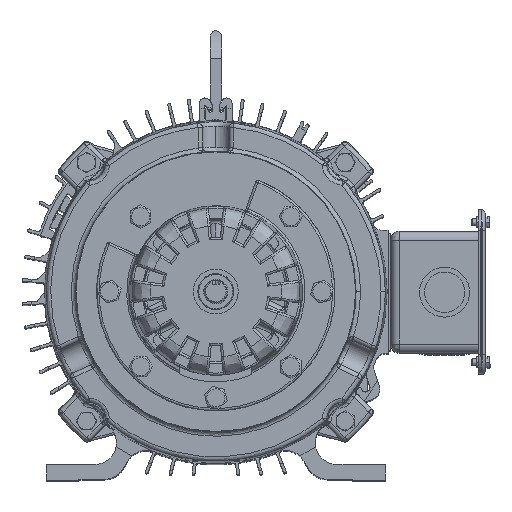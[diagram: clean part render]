
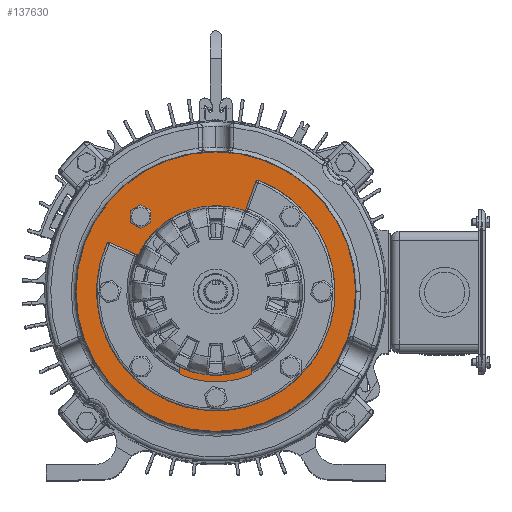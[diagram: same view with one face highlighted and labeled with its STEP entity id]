
A CAD part, top view. The second image highlights one B-rep face of the part: STEP entity #137630.
In plain terms, the highlighted planar face has unit normal (0, 0, 1).
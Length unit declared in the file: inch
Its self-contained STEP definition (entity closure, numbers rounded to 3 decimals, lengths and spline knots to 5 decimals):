
#750 = AXIS2_PLACEMENT_3D ( 'NONE', #120629, #121233, #109318 ) ;
#2678 = CIRCLE ( 'NONE', #162771, 0.156 ) ;
#3924 = EDGE_LOOP ( 'NONE', ( #149759, #26311 ) ) ;
#5209 = DIRECTION ( 'NONE',  ( 0., 0., 1. ) ) ;
#5983 = AXIS2_PLACEMENT_3D ( 'NONE', #78233, #77641, #49052 ) ;
#7243 = AXIS2_PLACEMENT_3D ( 'NONE', #120199, #93906, #161945 ) ;
#8797 = CARTESIAN_POINT ( 'NONE',  ( 1.92113, -2.07713, 8.811 ) ) ;
#9544 = EDGE_CURVE ( 'NONE', #114482, #43973, #114698, .T. ) ;
#9684 = EDGE_LOOP ( 'NONE', ( #167231, #150187 ) ) ;
#10039 = CARTESIAN_POINT ( 'NONE',  ( 2.07713, 2.07713, 8.811 ) ) ;
#10225 = EDGE_CURVE ( 'NONE', #143641, #20283, #166640, .T. ) ;
#10701 = EDGE_LOOP ( 'NONE', ( #118720, #107206 ) ) ;
#11237 = ORIENTED_EDGE ( 'NONE', *, *, #28025, .F. ) ;
#12145 = CARTESIAN_POINT ( 'NONE',  ( -2.07713, -2.07713, 8.811 ) ) ;
#12300 = DIRECTION ( 'NONE',  ( 0., 0., 1. ) ) ;
#12748 = CARTESIAN_POINT ( 'NONE',  ( -1.92113, -2.07713, 8.811 ) ) ;
#15878 = ORIENTED_EDGE ( 'NONE', *, *, #119472, .F. ) ;
#18165 = CIRCLE ( 'NONE', #52376, 0.156 ) ;
#18798 = DIRECTION ( 'NONE',  ( 1., 0., 0. ) ) ;
#20283 = VERTEX_POINT ( 'NONE', #40176 ) ;
#22389 = AXIS2_PLACEMENT_3D ( 'NONE', #52710, #161932, #80118 ) ;
#26311 = ORIENTED_EDGE ( 'NONE', *, *, #166978, .F. ) ;
#28025 = EDGE_CURVE ( 'NONE', #135425, #64466, #143060, .T. ) ;
#28821 = FACE_BOUND ( 'NONE', #3924, .T. ) ;
#29686 = CARTESIAN_POINT ( 'NONE',  ( 1.92113, 2.07713, 8.811 ) ) ;
#30159 = ORIENTED_EDGE ( 'NONE', *, *, #10225, .F. ) ;
#33089 = FACE_OUTER_BOUND ( 'NONE', #9684, .T. ) ;
#34431 = CIRCLE ( 'NONE', #38390, 0.156 ) ;
#38390 = AXIS2_PLACEMENT_3D ( 'NONE', #12145, #53847, #176252 ) ;
#40176 = CARTESIAN_POINT ( 'NONE',  ( 2.23313, 2.07713, 8.811 ) ) ;
#43973 = VERTEX_POINT ( 'NONE', #47989 ) ;
#45904 = FACE_BOUND ( 'NONE', #10701, .T. ) ;
#47989 = CARTESIAN_POINT ( 'NONE',  ( -2.24925, 0., 8.811 ) ) ;
#48979 = DIRECTION ( 'NONE',  ( 0., 0., 1. ) ) ;
#49052 = DIRECTION ( 'NONE',  ( 1., 0., 0. ) ) ;
#49887 = EDGE_CURVE ( 'NONE', #172488, #95073, #163176, .T. ) ;
#51274 = AXIS2_PLACEMENT_3D ( 'NONE', #114854, #157732, #18798 ) ;
#51625 = CARTESIAN_POINT ( 'NONE',  ( -3.87113, 0., 8.811 ) ) ;
#52376 = AXIS2_PLACEMENT_3D ( 'NONE', #72629, #5209, #87499 ) ;
#52710 = CARTESIAN_POINT ( 'NONE',  ( -2.07713, 2.07713, 8.811 ) ) ;
#53847 = DIRECTION ( 'NONE',  ( 0., 0., 1. ) ) ;
#54021 = ORIENTED_EDGE ( 'NONE', *, *, #92985, .F. ) ;
#59928 = ORIENTED_EDGE ( 'NONE', *, *, #49887, .F. ) ;
#60228 = CARTESIAN_POINT ( 'NONE',  ( 2.23313, -2.07713, 8.811 ) ) ;
#64466 = VERTEX_POINT ( 'NONE', #135244 ) ;
#65386 = AXIS2_PLACEMENT_3D ( 'NONE', #141344, #100782, #128204 ) ;
#69624 = EDGE_LOOP ( 'NONE', ( #15878, #30159 ) ) ;
#72629 = CARTESIAN_POINT ( 'NONE',  ( 2.07713, 2.07713, 8.811 ) ) ;
#73338 = AXIS2_PLACEMENT_3D ( 'NONE', #173724, #48979, #77567 ) ;
#73597 = FACE_BOUND ( 'NONE', #120457, .T. ) ;
#75269 = AXIS2_PLACEMENT_3D ( 'NONE', #121470, #12300, #174626 ) ;
#77567 = DIRECTION ( 'NONE',  ( 1., 0., 0. ) ) ;
#77641 = DIRECTION ( 'NONE',  ( 0., 0., 1. ) ) ;
#78079 = EDGE_CURVE ( 'NONE', #95073, #172488, #34431, .T. ) ;
#78233 = CARTESIAN_POINT ( 'NONE',  ( -2.07713, 2.07713, 8.811 ) ) ;
#80118 = DIRECTION ( 'NONE',  ( 1., 0., 0. ) ) ;
#80187 = CIRCLE ( 'NONE', #5983, 0.156 ) ;
#80880 = CIRCLE ( 'NONE', #75269, 0.156 ) ;
#81671 = CARTESIAN_POINT ( 'NONE',  ( 0., 4.5734, 8.811 ) ) ;
#85175 = EDGE_CURVE ( 'NONE', #92564, #133173, #113809, .T. ) ;
#85989 = EDGE_CURVE ( 'NONE', #112965, #159952, #2678, .T. ) ;
#87499 = DIRECTION ( 'NONE',  ( 1., 0., 0. ) ) ;
#90544 = DIRECTION ( 'NONE',  ( 1., 0., 0. ) ) ;
#92564 = VERTEX_POINT ( 'NONE', #51625 ) ;
#92985 = EDGE_CURVE ( 'NONE', #64466, #135425, #80187, .T. ) ;
#93906 = DIRECTION ( 'NONE',  ( 0., 0., -1. ) ) ;
#95073 = VERTEX_POINT ( 'NONE', #170646 ) ;
#98424 = ORIENTED_EDGE ( 'NONE', *, *, #78079, .F. ) ;
#98957 = AXIS2_PLACEMENT_3D ( 'NONE', #10039, #172367, #90544 ) ;
#100782 = DIRECTION ( 'NONE',  ( 0., 0., -1. ) ) ;
#107206 = ORIENTED_EDGE ( 'NONE', *, *, #85989, .F. ) ;
#109230 = DIRECTION ( 'NONE',  ( -1., 0., 0. ) ) ;
#109318 = DIRECTION ( 'NONE',  ( 1., 0., 0. ) ) ;
#109813 = PLANE ( 'NONE',  #169921 ) ;
#112965 = VERTEX_POINT ( 'NONE', #8797 ) ;
#113205 = DIRECTION ( 'NONE',  ( 0., 0., 1. ) ) ;
#113809 = CIRCLE ( 'NONE', #7243, 3.87113 ) ;
#114348 = CARTESIAN_POINT ( 'NONE',  ( 2.07713, -2.07713, 8.811 ) ) ;
#114482 = VERTEX_POINT ( 'NONE', #154409 ) ;
#114698 = CIRCLE ( 'NONE', #750, 2.24925 ) ;
#114854 = CARTESIAN_POINT ( 'NONE',  ( 0., 0., 8.811 ) ) ;
#114939 = DIRECTION ( 'NONE',  ( 1., 0., 0. ) ) ;
#116737 = CARTESIAN_POINT ( 'NONE',  ( -2.23313, 2.07713, 8.811 ) ) ;
#118720 = ORIENTED_EDGE ( 'NONE', *, *, #149640, .F. ) ;
#119472 = EDGE_CURVE ( 'NONE', #20283, #143641, #18165, .T. ) ;
#120199 = CARTESIAN_POINT ( 'NONE',  ( 0., 0., 8.811 ) ) ;
#120457 = EDGE_LOOP ( 'NONE', ( #54021, #11237 ) ) ;
#120629 = CARTESIAN_POINT ( 'NONE',  ( 0., 0., 8.811 ) ) ;
#121233 = DIRECTION ( 'NONE',  ( 0., 0., 1. ) ) ;
#121470 = CARTESIAN_POINT ( 'NONE',  ( 2.07713, -2.07713, 8.811 ) ) ;
#123016 = CARTESIAN_POINT ( 'NONE',  ( 3.87113, 0., 8.811 ) ) ;
#123341 = CIRCLE ( 'NONE', #51274, 2.24925 ) ;
#126954 = CIRCLE ( 'NONE', #65386, 3.87113 ) ;
#128204 = DIRECTION ( 'NONE',  ( 1., 0., 0. ) ) ;
#133173 = VERTEX_POINT ( 'NONE', #123016 ) ;
#135244 = CARTESIAN_POINT ( 'NONE',  ( -1.92113, 2.07713, 8.811 ) ) ;
#135425 = VERTEX_POINT ( 'NONE', #116737 ) ;
#137630 = ADVANCED_FACE ( 'NONE', ( #33089, #28821, #73597, #174027, #45904, #137679 ), #109813, .F. ) ;
#137679 = FACE_BOUND ( 'NONE', #69624, .T. ) ;
#141344 = CARTESIAN_POINT ( 'NONE',  ( 0., 0., 8.811 ) ) ;
#143060 = CIRCLE ( 'NONE', #22389, 0.156 ) ;
#143234 = EDGE_CURVE ( 'NONE', #133173, #92564, #126954, .T. ) ;
#143641 = VERTEX_POINT ( 'NONE', #29686 ) ;
#149640 = EDGE_CURVE ( 'NONE', #159952, #112965, #80880, .T. ) ;
#149759 = ORIENTED_EDGE ( 'NONE', *, *, #9544, .F. ) ;
#150187 = ORIENTED_EDGE ( 'NONE', *, *, #85175, .F. ) ;
#152844 = EDGE_LOOP ( 'NONE', ( #59928, #98424 ) ) ;
#154409 = CARTESIAN_POINT ( 'NONE',  ( 2.24925, 0., 8.811 ) ) ;
#157732 = DIRECTION ( 'NONE',  ( 0., 0., 1. ) ) ;
#159952 = VERTEX_POINT ( 'NONE', #60228 ) ;
#161932 = DIRECTION ( 'NONE',  ( 0., 0., 1. ) ) ;
#161945 = DIRECTION ( 'NONE',  ( 1., 0., 0. ) ) ;
#162771 = AXIS2_PLACEMENT_3D ( 'NONE', #114348, #113205, #114939 ) ;
#163176 = CIRCLE ( 'NONE', #73338, 0.156 ) ;
#166640 = CIRCLE ( 'NONE', #98957, 0.156 ) ;
#166978 = EDGE_CURVE ( 'NONE', #43973, #114482, #123341, .T. ) ;
#167231 = ORIENTED_EDGE ( 'NONE', *, *, #143234, .F. ) ;
#169921 = AXIS2_PLACEMENT_3D ( 'NONE', #81671, #177261, #109230 ) ;
#170646 = CARTESIAN_POINT ( 'NONE',  ( -2.23313, -2.07713, 8.811 ) ) ;
#172367 = DIRECTION ( 'NONE',  ( 0., 0., 1. ) ) ;
#172488 = VERTEX_POINT ( 'NONE', #12748 ) ;
#173724 = CARTESIAN_POINT ( 'NONE',  ( -2.07713, -2.07713, 8.811 ) ) ;
#174027 = FACE_BOUND ( 'NONE', #152844, .T. ) ;
#174626 = DIRECTION ( 'NONE',  ( 1., 0., 0. ) ) ;
#176252 = DIRECTION ( 'NONE',  ( 1., 0., 0. ) ) ;
#177261 = DIRECTION ( 'NONE',  ( 0., 0., -1. ) ) ;
